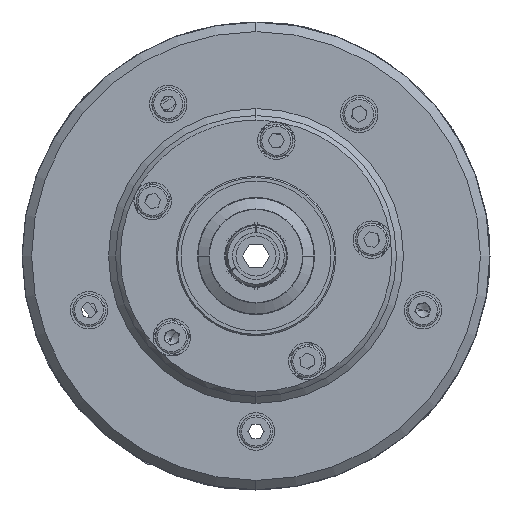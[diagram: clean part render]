
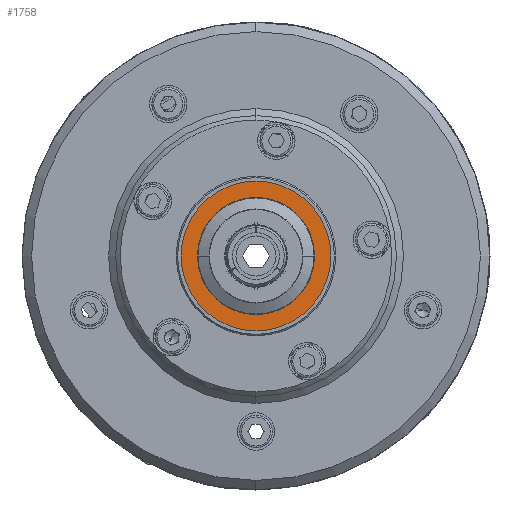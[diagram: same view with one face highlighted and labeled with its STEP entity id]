
A CAD part, left-side view. The second image highlights one B-rep face of the part: STEP entity #1758.
In plain terms, the highlighted planar face has unit normal (-1, 0, 0).
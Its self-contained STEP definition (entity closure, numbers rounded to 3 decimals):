
#152 = DIRECTION ( 'NONE',  ( 0., 1., 0. ) ) ;
#610 = DIRECTION ( 'NONE',  ( -1., 0., 0. ) ) ;
#983 = VERTEX_POINT ( 'NONE', #20491 ) ;
#1291 = AXIS2_PLACEMENT_3D ( 'NONE', #28266, #14180, #152 ) ;
#1414 = VERTEX_POINT ( 'NONE', #23910 ) ;
#1442 = CIRCLE ( 'NONE', #19180, 11.75 ) ;
#1583 = VERTEX_POINT ( 'NONE', #15529 ) ;
#1758 = ADVANCED_FACE ( 'NONE', ( #15072, #14343 ), #25634, .F. ) ;
#1804 = DIRECTION ( 'NONE',  ( 0., -1., 0. ) ) ;
#1939 = CARTESIAN_POINT ( 'NONE',  ( -262., -11.73, -0.683 ) ) ;
#2045 = ORIENTED_EDGE ( 'NONE', *, *, #17836, .T. ) ;
#2432 = CARTESIAN_POINT ( 'NONE',  ( -262., 5.274, 10.5 ) ) ;
#2476 = EDGE_CURVE ( 'NONE', #26464, #2989, #9204, .T. ) ;
#2487 = EDGE_CURVE ( 'NONE', #23648, #27620, #1442, .T. ) ;
#2731 = CARTESIAN_POINT ( 'NONE',  ( -262., 0., 0. ) ) ;
#2989 = VERTEX_POINT ( 'NONE', #9620 ) ;
#3314 = VERTEX_POINT ( 'NONE', #13696 ) ;
#3333 = VERTEX_POINT ( 'NONE', #21066 ) ;
#3762 = CARTESIAN_POINT ( 'NONE',  ( -262., 5.274, 10.5 ) ) ;
#4285 = CARTESIAN_POINT ( 'NONE',  ( -262., 5.274, -10.5 ) ) ;
#4286 = VERTEX_POINT ( 'NONE', #11560 ) ;
#4294 = CIRCLE ( 'NONE', #17544, 16. ) ;
#4570 = AXIS2_PLACEMENT_3D ( 'NONE', #22672, #8623, #25027 ) ;
#5073 = DIRECTION ( 'NONE',  ( 0., 1., 0. ) ) ;
#5112 = LINE ( 'NONE', #5726, #23093 ) ;
#5351 = DIRECTION ( 'NONE',  ( 0., 1., 0. ) ) ;
#5412 = ORIENTED_EDGE ( 'NONE', *, *, #2476, .F. ) ;
#5461 = DIRECTION ( 'NONE',  ( 0., 1., 0. ) ) ;
#5726 = CARTESIAN_POINT ( 'NONE',  ( -262., 6.456, 9.817 ) ) ;
#6332 = LINE ( 'NONE', #21983, #25036 ) ;
#6532 = LINE ( 'NONE', #4285, #19010 ) ;
#6924 = EDGE_CURVE ( 'NONE', #26464, #24716, #6332, .T. ) ;
#6927 = ORIENTED_EDGE ( 'NONE', *, *, #21979, .T. ) ;
#7217 = CIRCLE ( 'NONE', #23938, 11.75 ) ;
#7302 = AXIS2_PLACEMENT_3D ( 'NONE', #23078, #9040, #25453 ) ;
#7926 = DIRECTION ( 'NONE',  ( 0., -0.5, -0.866 ) ) ;
#7956 = EDGE_CURVE ( 'NONE', #16761, #4286, #25752, .T. ) ;
#8623 = DIRECTION ( 'NONE',  ( -1., 0., 0. ) ) ;
#9040 = DIRECTION ( 'NONE',  ( -1., 0., 0. ) ) ;
#9082 = EDGE_CURVE ( 'NONE', #1583, #24240, #26028, .T. ) ;
#9113 = DIRECTION ( 'NONE',  ( 0., 1., 0. ) ) ;
#9204 = CIRCLE ( 'NONE', #16024, 11.75 ) ;
#9224 = CARTESIAN_POINT ( 'NONE',  ( -262., 16., 0. ) ) ;
#9569 = CARTESIAN_POINT ( 'NONE',  ( -262., -11.73, 0.683 ) ) ;
#9620 = CARTESIAN_POINT ( 'NONE',  ( -262., -5.274, 10.5 ) ) ;
#9632 = EDGE_CURVE ( 'NONE', #3314, #27620, #6532, .T. ) ;
#10375 = CIRCLE ( 'NONE', #14211, 11.75 ) ;
#10536 = ORIENTED_EDGE ( 'NONE', *, *, #22423, .F. ) ;
#10646 = VECTOR ( 'NONE', #19912, 1000. ) ;
#10818 = DIRECTION ( 'NONE',  ( 0., -1., 0. ) ) ;
#11287 = EDGE_LOOP ( 'NONE', ( #22666, #22256 ) ) ;
#11560 = CARTESIAN_POINT ( 'NONE',  ( -262., -16., 0. ) ) ;
#11916 = DIRECTION ( 'NONE',  ( -1., 0., 0. ) ) ;
#12216 = AXIS2_PLACEMENT_3D ( 'NONE', #29899, #15854, #1804 ) ;
#12447 = CARTESIAN_POINT ( 'NONE',  ( -262., 6.456, -9.817 ) ) ;
#12783 = CARTESIAN_POINT ( 'NONE',  ( -262., 0., 0. ) ) ;
#12857 = CARTESIAN_POINT ( 'NONE',  ( -262., 0., 0. ) ) ;
#12898 = EDGE_CURVE ( 'NONE', #983, #24716, #29824, .T. ) ;
#13696 = CARTESIAN_POINT ( 'NONE',  ( -262., -5.274, -10.5 ) ) ;
#14180 = DIRECTION ( 'NONE',  ( -1., 0., 0. ) ) ;
#14211 = AXIS2_PLACEMENT_3D ( 'NONE', #12857, #29270, #15218 ) ;
#14265 = CARTESIAN_POINT ( 'NONE',  ( -262., 5.274, -10.5 ) ) ;
#14343 = FACE_OUTER_BOUND ( 'NONE', #11287, .T. ) ;
#14387 = LINE ( 'NONE', #3762, #19874 ) ;
#14651 = CARTESIAN_POINT ( 'NONE',  ( -262., 0., 0. ) ) ;
#15072 = FACE_BOUND ( 'NONE', #16064, .T. ) ;
#15218 = DIRECTION ( 'NONE',  ( 0., 1., 0. ) ) ;
#15414 = EDGE_CURVE ( 'NONE', #23648, #24240, #23143, .T. ) ;
#15529 = CARTESIAN_POINT ( 'NONE',  ( -262., 11.73, 0.683 ) ) ;
#15635 = VECTOR ( 'NONE', #25445, 1000. ) ;
#15854 = DIRECTION ( 'NONE',  ( -1., 0., 0. ) ) ;
#16024 = AXIS2_PLACEMENT_3D ( 'NONE', #12783, #11916, #5351 ) ;
#16064 = EDGE_LOOP ( 'NONE', ( #2045, #5412, #24161, #19129, #18202, #6927, #10536, #16219, #29500, #23976, #23782, #20630, #19639 ) ) ;
#16205 = CARTESIAN_POINT ( 'NONE',  ( -262., 6.456, 9.817 ) ) ;
#16219 = ORIENTED_EDGE ( 'NONE', *, *, #9632, .T. ) ;
#16761 = VERTEX_POINT ( 'NONE', #17167 ) ;
#17031 = DIRECTION ( 'NONE',  ( 0., -1., 0. ) ) ;
#17167 = CARTESIAN_POINT ( 'NONE',  ( -262., 16., 0. ) ) ;
#17544 = AXIS2_PLACEMENT_3D ( 'NONE', #14651, #610, #17031 ) ;
#17775 = EDGE_CURVE ( 'NONE', #3333, #983, #10375, .T. ) ;
#17836 = EDGE_CURVE ( 'NONE', #21023, #2989, #14387, .T. ) ;
#17878 = LINE ( 'NONE', #1939, #15635 ) ;
#18202 = ORIENTED_EDGE ( 'NONE', *, *, #17775, .F. ) ;
#18639 = DIRECTION ( 'NONE',  ( 1., 0., 0. ) ) ;
#19010 = VECTOR ( 'NONE', #9113, 1000. ) ;
#19111 = DIRECTION ( 'NONE',  ( -1., 0., 0. ) ) ;
#19129 = ORIENTED_EDGE ( 'NONE', *, *, #12898, .F. ) ;
#19180 = AXIS2_PLACEMENT_3D ( 'NONE', #26479, #28034, #5461 ) ;
#19639 = ORIENTED_EDGE ( 'NONE', *, *, #22503, .F. ) ;
#19874 = VECTOR ( 'NONE', #10818, 1000. ) ;
#19912 = DIRECTION ( 'NONE',  ( 0., 0.5, 0.866 ) ) ;
#20491 = CARTESIAN_POINT ( 'NONE',  ( -262., -11.75, 0. ) ) ;
#20630 = ORIENTED_EDGE ( 'NONE', *, *, #20700, .T. ) ;
#20700 = EDGE_CURVE ( 'NONE', #1583, #29342, #5112, .T. ) ;
#21023 = VERTEX_POINT ( 'NONE', #2432 ) ;
#21066 = CARTESIAN_POINT ( 'NONE',  ( -262., -11.73, -0.683 ) ) ;
#21979 = EDGE_CURVE ( 'NONE', #3333, #1414, #17878, .T. ) ;
#21983 = CARTESIAN_POINT ( 'NONE',  ( -262., -6.456, 9.817 ) ) ;
#22148 = DIRECTION ( 'NONE',  ( 0., -0.5, 0.866 ) ) ;
#22256 = ORIENTED_EDGE ( 'NONE', *, *, #7956, .T. ) ;
#22302 = CARTESIAN_POINT ( 'NONE',  ( -262., 11.73, -0.683 ) ) ;
#22423 = EDGE_CURVE ( 'NONE', #3314, #1414, #24814, .T. ) ;
#22503 = EDGE_CURVE ( 'NONE', #21023, #29342, #7217, .T. ) ;
#22666 = ORIENTED_EDGE ( 'NONE', *, *, #26333, .T. ) ;
#22672 = CARTESIAN_POINT ( 'NONE',  ( -262., 0., 0. ) ) ;
#23078 = CARTESIAN_POINT ( 'NONE',  ( -262., 0., 0. ) ) ;
#23093 = VECTOR ( 'NONE', #22148, 1000. ) ;
#23143 = LINE ( 'NONE', #22302, #10646 ) ;
#23468 = DIRECTION ( 'NONE',  ( 0., 1., 0. ) ) ;
#23648 = VERTEX_POINT ( 'NONE', #12447 ) ;
#23782 = ORIENTED_EDGE ( 'NONE', *, *, #9082, .F. ) ;
#23910 = CARTESIAN_POINT ( 'NONE',  ( -262., -6.456, -9.817 ) ) ;
#23938 = AXIS2_PLACEMENT_3D ( 'NONE', #2731, #19111, #5073 ) ;
#23976 = ORIENTED_EDGE ( 'NONE', *, *, #15414, .T. ) ;
#24161 = ORIENTED_EDGE ( 'NONE', *, *, #6924, .T. ) ;
#24240 = VERTEX_POINT ( 'NONE', #24337 ) ;
#24337 = CARTESIAN_POINT ( 'NONE',  ( -262., 11.73, -0.683 ) ) ;
#24507 = CARTESIAN_POINT ( 'NONE',  ( -262., -6.456, 9.817 ) ) ;
#24716 = VERTEX_POINT ( 'NONE', #9569 ) ;
#24814 = CIRCLE ( 'NONE', #1291, 11.75 ) ;
#25027 = DIRECTION ( 'NONE',  ( 0., 1., 0. ) ) ;
#25036 = VECTOR ( 'NONE', #7926, 1000. ) ;
#25445 = DIRECTION ( 'NONE',  ( 0., 0.5, -0.866 ) ) ;
#25453 = DIRECTION ( 'NONE',  ( 0., 1., 0. ) ) ;
#25634 = PLANE ( 'NONE',  #29447 ) ;
#25752 = CIRCLE ( 'NONE', #12216, 16. ) ;
#26028 = CIRCLE ( 'NONE', #7302, 11.75 ) ;
#26333 = EDGE_CURVE ( 'NONE', #4286, #16761, #4294, .T. ) ;
#26464 = VERTEX_POINT ( 'NONE', #24507 ) ;
#26479 = CARTESIAN_POINT ( 'NONE',  ( -262., 0., 0. ) ) ;
#27620 = VERTEX_POINT ( 'NONE', #14265 ) ;
#28034 = DIRECTION ( 'NONE',  ( -1., 0., 0. ) ) ;
#28266 = CARTESIAN_POINT ( 'NONE',  ( -262., 0., 0. ) ) ;
#29270 = DIRECTION ( 'NONE',  ( -1., 0., 0. ) ) ;
#29342 = VERTEX_POINT ( 'NONE', #16205 ) ;
#29447 = AXIS2_PLACEMENT_3D ( 'NONE', #9224, #18639, #23468 ) ;
#29500 = ORIENTED_EDGE ( 'NONE', *, *, #2487, .F. ) ;
#29824 = CIRCLE ( 'NONE', #4570, 11.75 ) ;
#29899 = CARTESIAN_POINT ( 'NONE',  ( -262., 0., 0. ) ) ;
